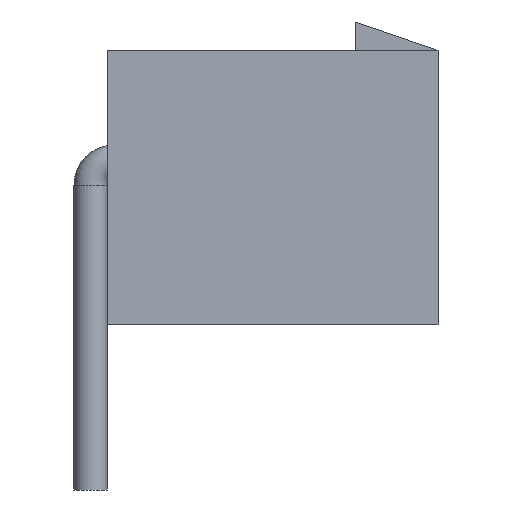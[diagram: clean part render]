
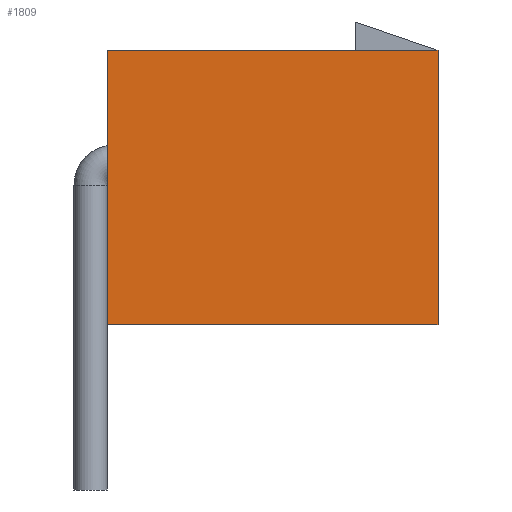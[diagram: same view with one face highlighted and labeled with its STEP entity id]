
A CAD part, left-side view. The second image highlights one B-rep face of the part: STEP entity #1809.
In plain terms, the highlighted planar face has unit normal (-1, 0, 0).
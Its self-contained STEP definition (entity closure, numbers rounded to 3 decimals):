
#273=FACE_OUTER_BOUND('',#379,.T.);
#379=EDGE_LOOP('',(#1339,#1340,#1341,#1342));
#493=LINE('',#2907,#613);
#513=LINE('',#2944,#633);
#539=LINE('',#2997,#659);
#542=LINE('',#3002,#662);
#613=VECTOR('',#2247,10.);
#633=VECTOR('',#2269,10.);
#659=VECTOR('',#2331,10.);
#662=VECTOR('',#2338,10.);
#722=VERTEX_POINT('',#2904);
#723=VERTEX_POINT('',#2906);
#739=VERTEX_POINT('',#2942);
#748=VERTEX_POINT('',#2995);
#931=EDGE_CURVE('',#723,#722,#493,.T.);
#951=EDGE_CURVE('',#739,#722,#513,.T.);
#977=EDGE_CURVE('',#748,#739,#539,.T.);
#980=EDGE_CURVE('',#748,#723,#542,.T.);
#1339=ORIENTED_EDGE('',*,*,#980,.T.);
#1340=ORIENTED_EDGE('',*,*,#931,.T.);
#1341=ORIENTED_EDGE('',*,*,#951,.F.);
#1342=ORIENTED_EDGE('',*,*,#977,.F.);
#1745=PLANE('',#1949);
#1809=ADVANCED_FACE('',(#273),#1745,.T.);
#1949=AXIS2_PLACEMENT_3D('',#3001,#2336,#2337);
#2247=DIRECTION('',(0.,0.,1.));
#2269=DIRECTION('',(0.,-1.,0.));
#2331=DIRECTION('',(0.,0.,1.));
#2336=DIRECTION('center_axis',(-1.,0.,0.));
#2337=DIRECTION('ref_axis',(0.,-1.,0.));
#2338=DIRECTION('',(0.,-1.,0.));
#2904=CARTESIAN_POINT('',(-34.95,-7.35,5.8));
#2906=CARTESIAN_POINT('',(-34.95,-7.35,0.));
#2907=CARTESIAN_POINT('',(-34.95,-7.35,0.));
#2942=CARTESIAN_POINT('',(-34.95,-0.35,5.8));
#2944=CARTESIAN_POINT('',(-34.95,-0.35,5.8));
#2995=CARTESIAN_POINT('',(-34.95,-0.35,0.));
#2997=CARTESIAN_POINT('',(-34.95,-0.35,0.));
#3001=CARTESIAN_POINT('Origin',(-34.95,-0.35,0.));
#3002=CARTESIAN_POINT('',(-34.95,-0.35,0.));
